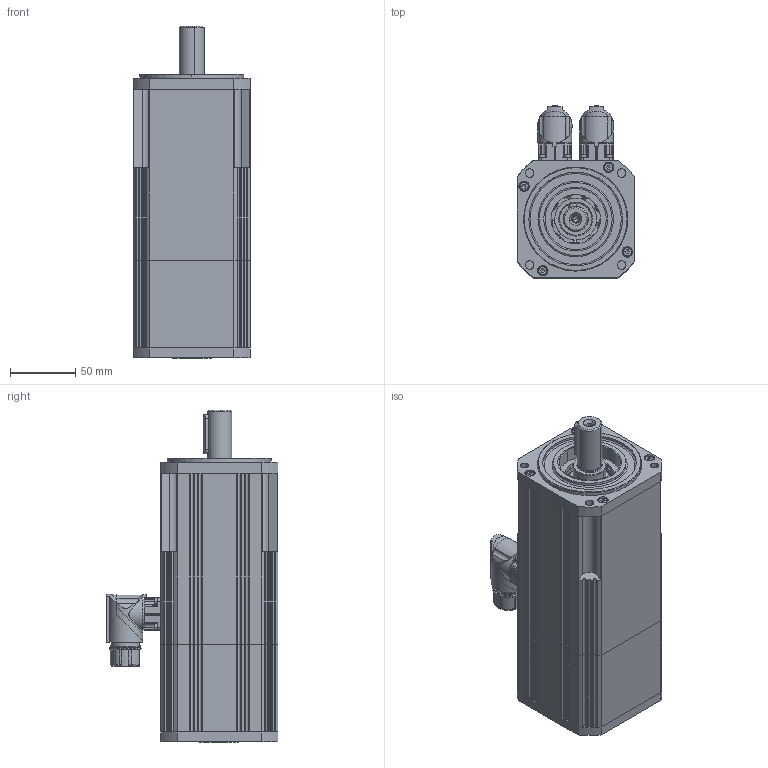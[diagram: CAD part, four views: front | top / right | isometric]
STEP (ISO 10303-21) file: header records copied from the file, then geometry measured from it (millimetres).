
FILE_DESCRIPTION((''),'2;1');
FILE_NAME('FP-409 + Encoder Heidenhain ERN 1100 + Fre Keb 05-4.5.stp','2011-11-15T11:37:38',('jlopez'),(''),'Autodesk Inventor 9','Autodesk Inventor 9','');
FILE_SCHEMA(('AUTOMOTIVE_DESIGN { 1 0 10303 214 1 1 1 1 }'));
Length unit declared in the file: millimetre
Products named in the file (1): Pieza1
Bounding box: 90.5 x 132.15 x 255.2 mm (x, y, z)
Volume: 26388.9 mm3; surface area: 184248.4 mm2
Topology: 21 solids, 22 shells, 1522 faces, 3975 edges, 2420 vertices
Faces by surface type: cylinder 676, plane 487, bspline 157, cone 90, sphere 64, torus 48
Entity records: 48130 total; most frequent: CARTESIAN_POINT 11278, DIRECTION 8115, ORIENTED_EDGE 7594, EDGE_CURVE 3797, AXIS2_PLACEMENT_3D 3237, VERTEX_POINT 2402, CIRCLE 1751, EDGE_LOOP 1723
